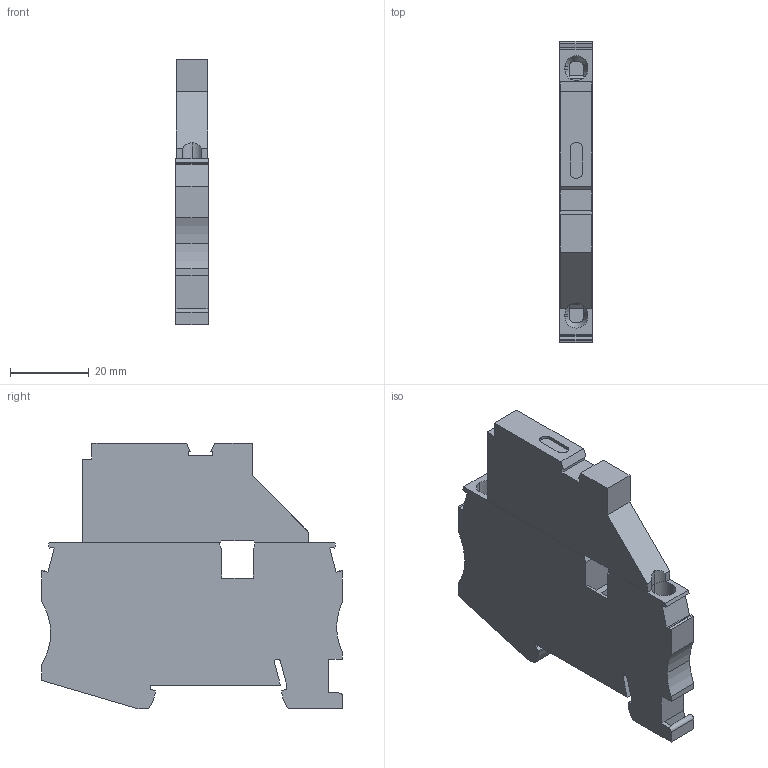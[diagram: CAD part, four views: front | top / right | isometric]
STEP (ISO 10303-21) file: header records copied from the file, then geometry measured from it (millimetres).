
FILE_DESCRIPTION(('STEP AP214'),'1');
FILE_NAME('cctmp_234C39C6-F00D-4906-BD19-D146AE829254_2023_07_24_21_35_16_0871..stp','2023-07-24T19:35:17',('SIEMENS A&D'),('CADClick - www.CADClick.com'),'Spatial InterOp 3D postprocessed',' ','unknown authorization');
FILE_SCHEMA(('AUTOMOTIVE_DESIGN'));
Length unit declared in the file: millimetre
Products named in the file (1): 2023_07_24_21_35_16_0855
Bounding box: 8.15 x 76.5 x 67.45 mm (x, y, z)
Volume: 30449.3 mm3; surface area: 12200.8 mm2
Topology: 1 solids, 1 shells, 143 faces, 404 edges, 264 vertices
Faces by surface type: plane 108, cylinder 29, cone 6
Entity records: 5767 total; most frequent: CARTESIAN_POINT 1562, ORIENTED_EDGE 808, DIRECTION 747, EDGE_CURVE 404, LINE 329, VECTOR 329, VERTEX_POINT 264, AXIS2_PLACEMENT_3D 209
